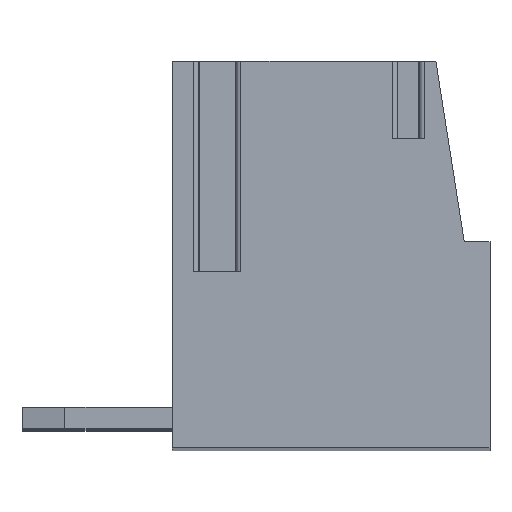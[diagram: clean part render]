
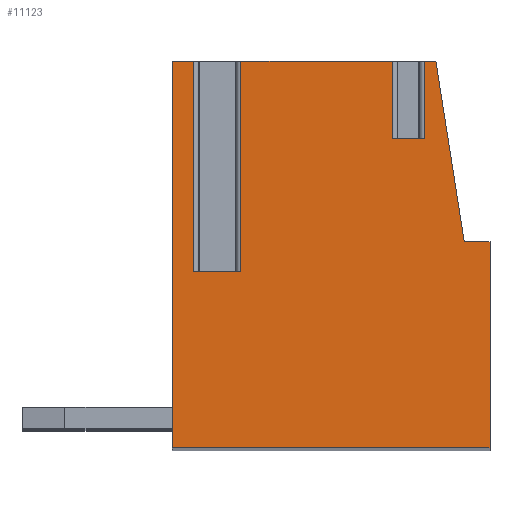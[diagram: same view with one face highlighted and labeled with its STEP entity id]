
A CAD part, top view. The second image highlights one B-rep face of the part: STEP entity #11123.
In plain terms, the highlighted planar face has unit normal (0, 0, 1).
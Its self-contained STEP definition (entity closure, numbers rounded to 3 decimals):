
#3577=DIRECTION('',(0.,1.,0.));
#3578=VECTOR('',#3577,1.8);
#3579=CARTESIAN_POINT('',(1.436,2.4,1.905));
#3580=LINE('',#3579,#3578);
#3581=DIRECTION('',(0.,1.,0.));
#3582=VECTOR('',#3581,1.8);
#3583=CARTESIAN_POINT('',(2.164,2.4,1.905));
#3584=LINE('',#3583,#3582);
#3585=DIRECTION('',(-1.,0.,0.));
#3586=VECTOR('',#3585,0.276);
#3587=CARTESIAN_POINT('',(2.44,4.2,1.905));
#3588=LINE('',#3587,#3586);
#3589=DIRECTION('',(-0.155,0.988,0.));
#3590=VECTOR('',#3589,4.252);
#3591=CARTESIAN_POINT('',(3.1,0.,1.905));
#3592=LINE('',#3591,#3590);
#3593=DIRECTION('',(-1.,0.,0.));
#3594=VECTOR('',#3593,0.6);
#3595=CARTESIAN_POINT('',(3.7,0.,1.905));
#3596=LINE('',#3595,#3594);
#3597=DIRECTION('',(0.,1.,0.));
#3598=VECTOR('',#3597,4.8);
#3599=CARTESIAN_POINT('',(3.7,-4.8,1.905));
#3600=LINE('',#3599,#3598);
#3601=DIRECTION('',(1.,0.,0.));
#3602=VECTOR('',#3601,7.4);
#3603=CARTESIAN_POINT('',(-3.7,-4.8,1.905));
#3604=LINE('',#3603,#3602);
#3605=DIRECTION('',(0.,-1.,0.));
#3606=VECTOR('',#3605,9.);
#3607=CARTESIAN_POINT('',(-3.7,4.2,1.905));
#3608=LINE('',#3607,#3606);
#3609=DIRECTION('',(-1.,0.,0.));
#3610=VECTOR('',#3609,0.504);
#3611=CARTESIAN_POINT('',(-3.196,4.2,1.905));
#3612=LINE('',#3611,#3610);
#3613=DIRECTION('',(0.,1.,0.));
#3614=VECTOR('',#3613,4.9);
#3615=CARTESIAN_POINT('',(-3.196,-0.7,1.905));
#3616=LINE('',#3615,#3614);
#3617=DIRECTION('',(-1.,0.,0.));
#3618=VECTOR('',#3617,1.093);
#3619=CARTESIAN_POINT('',(-2.104,-0.7,1.905));
#3620=LINE('',#3619,#3618);
#3621=DIRECTION('',(0.,1.,0.));
#3622=VECTOR('',#3621,4.9);
#3623=CARTESIAN_POINT('',(-2.104,-0.7,1.905));
#3624=LINE('',#3623,#3622);
#3625=DIRECTION('',(-1.,0.,0.));
#3626=VECTOR('',#3625,3.54);
#3627=CARTESIAN_POINT('',(1.436,4.2,1.905));
#3628=LINE('',#3627,#3626);
#3638=DIRECTION('',(1.,0.,0.));
#3639=VECTOR('',#3638,0.728);
#3640=CARTESIAN_POINT('',(1.436,2.4,1.905));
#3641=LINE('',#3640,#3639);
#4677=CARTESIAN_POINT('',(3.7,0.,1.905));
#4678=CARTESIAN_POINT('',(3.1,0.,1.905));
#4679=VERTEX_POINT('',#4677);
#4680=VERTEX_POINT('',#4678);
#4681=CARTESIAN_POINT('',(2.44,4.2,1.905));
#4682=VERTEX_POINT('',#4681);
#4683=CARTESIAN_POINT('',(-3.7,4.2,1.905));
#4684=CARTESIAN_POINT('',(-3.7,-4.8,1.905));
#4685=VERTEX_POINT('',#4683);
#4686=VERTEX_POINT('',#4684);
#4687=CARTESIAN_POINT('',(3.7,-4.8,1.905));
#4688=VERTEX_POINT('',#4687);
#4721=CARTESIAN_POINT('',(-2.104,-0.7,1.905));
#4722=CARTESIAN_POINT('',(-3.196,-0.7,1.905));
#4723=VERTEX_POINT('',#4721);
#4724=VERTEX_POINT('',#4722);
#4725=CARTESIAN_POINT('',(-3.196,4.2,1.905));
#4726=VERTEX_POINT('',#4725);
#4727=CARTESIAN_POINT('',(-2.104,4.2,1.905));
#4728=VERTEX_POINT('',#4727);
#4733=CARTESIAN_POINT('',(1.436,4.2,1.905));
#4734=VERTEX_POINT('',#4733);
#4736=CARTESIAN_POINT('',(2.164,4.2,1.905));
#4738=VERTEX_POINT('',#4736);
#4801=CARTESIAN_POINT('',(1.436,2.4,1.905));
#4802=VERTEX_POINT('',#4801);
#4804=CARTESIAN_POINT('',(2.164,2.4,1.905));
#4806=VERTEX_POINT('',#4804);
#11092=CARTESIAN_POINT('',(0.,0.,1.905));
#11093=DIRECTION('',(0.,0.,1.));
#11094=DIRECTION('',(1.,0.,0.));
#11095=AXIS2_PLACEMENT_3D('',#11092,#11093,#11094);
#11096=PLANE('',#11095);
#11098=ORIENTED_EDGE('',*,*,#11097,.F.);
#11100=ORIENTED_EDGE('',*,*,#11099,.T.);
#11102=ORIENTED_EDGE('',*,*,#11101,.T.);
#11103=ORIENTED_EDGE('',*,*,#6166,.F.);
#11105=ORIENTED_EDGE('',*,*,#11104,.F.);
#11107=ORIENTED_EDGE('',*,*,#11106,.F.);
#11109=ORIENTED_EDGE('',*,*,#11108,.F.);
#11111=ORIENTED_EDGE('',*,*,#11110,.F.);
#11112=ORIENTED_EDGE('',*,*,#9499,.F.);
#11113=ORIENTED_EDGE('',*,*,#6190,.F.);
#11115=ORIENTED_EDGE('',*,*,#11114,.F.);
#11117=ORIENTED_EDGE('',*,*,#11116,.F.);
#11119=ORIENTED_EDGE('',*,*,#11118,.T.);
#11120=ORIENTED_EDGE('',*,*,#6178,.F.);
#11121=EDGE_LOOP('',(#11098,#11100,#11102,#11103,#11105,#11107,#11109,#11111,
#11112,#11113,#11115,#11117,#11119,#11120));
#11122=FACE_OUTER_BOUND('',#11121,.F.);
#6166=EDGE_CURVE('',#4682,#4738,#3588,.T.);
#6178=EDGE_CURVE('',#4734,#4728,#3628,.T.);
#6190=EDGE_CURVE('',#4726,#4685,#3612,.T.);
#9499=EDGE_CURVE('',#4685,#4686,#3608,.T.);
#11097=EDGE_CURVE('',#4802,#4734,#3580,.T.);
#11099=EDGE_CURVE('',#4802,#4806,#3641,.T.);
#11101=EDGE_CURVE('',#4806,#4738,#3584,.T.);
#11104=EDGE_CURVE('',#4680,#4682,#3592,.T.);
#11106=EDGE_CURVE('',#4679,#4680,#3596,.T.);
#11108=EDGE_CURVE('',#4688,#4679,#3600,.T.);
#11110=EDGE_CURVE('',#4686,#4688,#3604,.T.);
#11114=EDGE_CURVE('',#4724,#4726,#3616,.T.);
#11116=EDGE_CURVE('',#4723,#4724,#3620,.T.);
#11118=EDGE_CURVE('',#4723,#4728,#3624,.T.);
#11123=ADVANCED_FACE('',(#11122),#11096,.T.);
